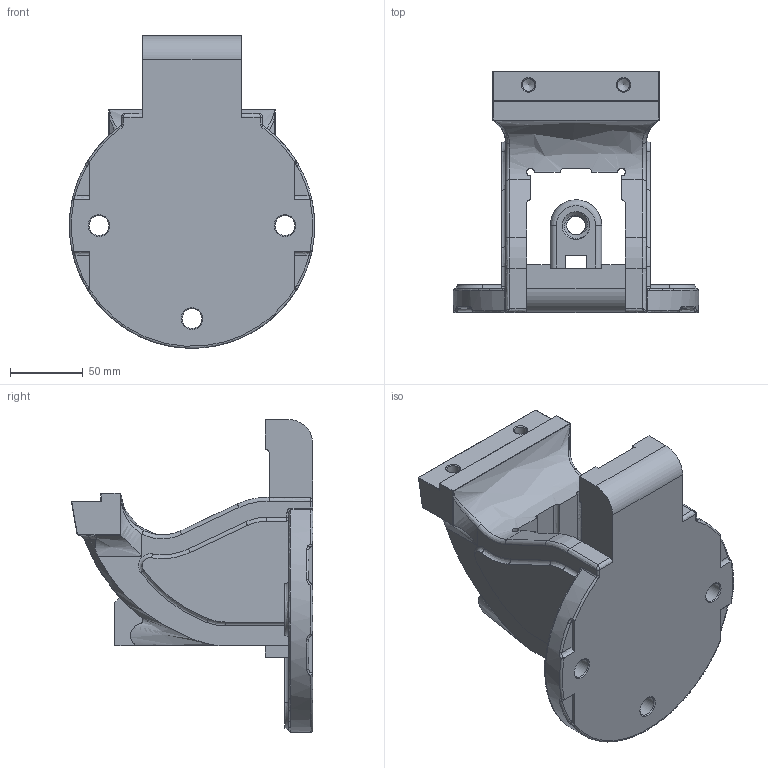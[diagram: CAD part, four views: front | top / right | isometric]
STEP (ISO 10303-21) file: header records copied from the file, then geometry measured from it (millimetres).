
FILE_DESCRIPTION(('FreeCAD Model'),'2;1');
FILE_NAME('Open CASCADE Shape Model','2025-05-01T21:07:02',('FreeCAD'),( 'FreeCAD'),'Open CASCADE STEP processor 7.6','FreeCAD','Unknown');
FILE_SCHEMA(('AUTOMOTIVE_DESIGN { 1 0 10303 214 1 1 1 1 }'));
Length unit declared in the file: millimetre
Products named in the file (1): Open CASCADE STEP translator 7.6 1
Bounding box: 168.69 x 165.92 x 214.94 mm (x, y, z)
Volume: 1299613.7 mm3; surface area: 149861.3 mm2
Topology: 1 solids, 1 shells, 250 faces, 657 edges, 403 vertices
Faces by surface type: bspline 250
Entity records: 16251 total; most frequent: CARTESIAN_POINT 12569, ORIENTED_EDGE 1306, EDGE_CURVE 653, B_SPLINE_CURVE_WITH_KNOTS 427, VERTEX_POINT 403, FACE_BOUND 260, EDGE_LOOP 260, ADVANCED_FACE 250
